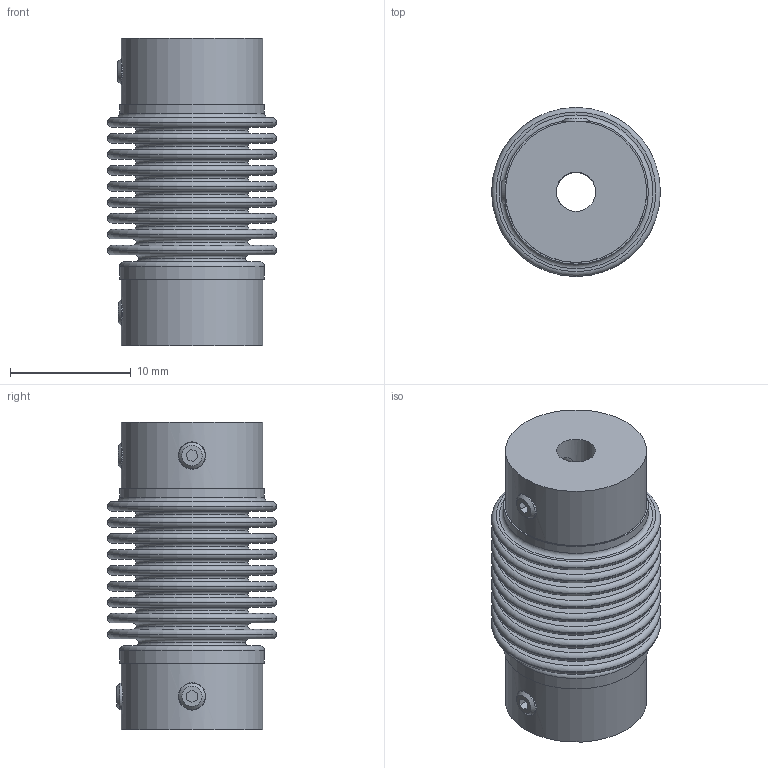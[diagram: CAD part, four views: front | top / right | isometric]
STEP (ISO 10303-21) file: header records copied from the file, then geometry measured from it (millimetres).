
FILE_DESCRIPTION(/* description */ ('Alibre Inc.'),/* implementation_level */ '2;1');
FILE_NAME(/* name */ 'export0',/* time_stamp */ '2009-02-04T14:43:32-08:00',/* author */ (''),/* organization */ (''),/* preprocessor_version */ 'ST-DEVELOPER v10',/* originating_system */ 'Alibre',/* authorisation */ '');
FILE_SCHEMA (('AUTOMOTIVE_DESIGN'));
Length unit declared in the file: centimetre
Products named in the file (1): WRM 112533
Bounding box: 13.97 x 13.97 x 25.4 mm (x, y, z)
Volume: 1313.2 mm3; surface area: 4866.6 mm2
Topology: 5 solids, 5 shells, 218 faces, 403 edges, 242 vertices
Faces by surface type: plane 81, torus 76, cylinder 53, cone 8
Full cylindrical faces by diameter (mm): 2.184 x4, 2.261 x4, 3.251 x2, 8.565 x1, 8.819 x1, 8.965 x8, 9.245 x8, 11.682 x1, 11.684 x3, 11.735 x1, 11.962 x1, 11.989 x1, 13.691 x9, 13.97 x9
Entity records: 4741 total; most frequent: CARTESIAN_POINT 981, DIRECTION 713, ORIENTED_EDGE 524, EDGE_LOOP 412, FACE_BOUND 412, AXIS2_PLACEMENT_3D 399, EDGE_CURVE 262, VERTEX_POINT 238
